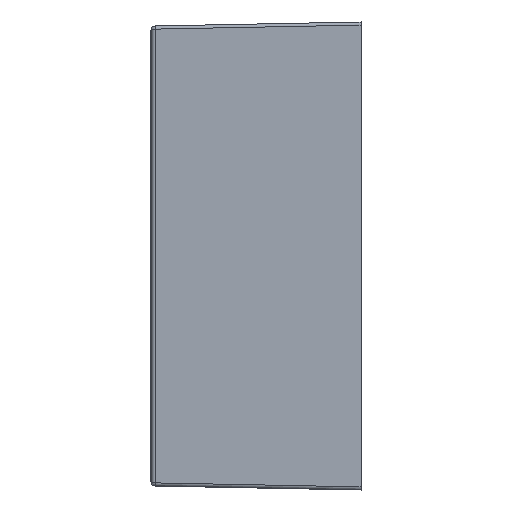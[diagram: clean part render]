
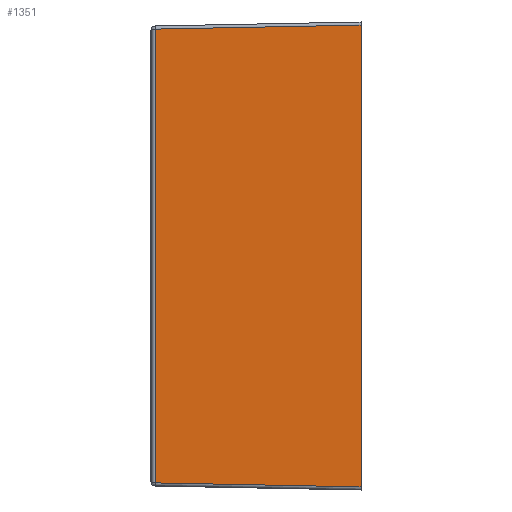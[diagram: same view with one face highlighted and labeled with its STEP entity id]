
A CAD part, left-side view. The second image highlights one B-rep face of the part: STEP entity #1351.
In plain terms, the highlighted planar face has unit normal (-0.999, 0.035, 0).
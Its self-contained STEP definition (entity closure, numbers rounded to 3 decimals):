
#105 = CARTESIAN_POINT ( 'NONE',  ( -200.068, -1.935, -108.038 ) ) ;
#462 = ORIENTED_EDGE ( 'NONE', *, *, #5493, .F. ) ;
#580 =( BOUNDED_CURVE ( )  B_SPLINE_CURVE ( 3, ( #2396, #4568, #105, #5556 ),
 .UNSPECIFIED., .F., .T. ) 
 B_SPLINE_CURVE_WITH_KNOTS ( ( 4, 4 ),
 ( 4.677, 4.693 ),
 .UNSPECIFIED. ) 
 CURVE ( )  GEOMETRIC_REPRESENTATION_ITEM ( )  RATIONAL_B_SPLINE_CURVE ( ( 1., 1., 1., 1. ) ) 
 REPRESENTATION_ITEM ( '' )  );
#583 = CARTESIAN_POINT ( 'NONE',  ( -200., 0., 109.5 ) ) ;
#626 = LINE ( 'NONE', #2340, #6622 ) ;
#758 = EDGE_LOOP ( 'NONE', ( #462, #6130, #4306, #2497, #3765, #3139 ) ) ;
#779 = EDGE_CURVE ( 'NONE', #6420, #5586, #626, .T. ) ;
#913 = CARTESIAN_POINT ( 'NONE',  ( -200.068, -1.935, 108.038 ) ) ;
#1060 = CARTESIAN_POINT ( 'NONE',  ( -200.068, -1.938, 108.038 ) ) ;
#1351 = ADVANCED_FACE ( 'NONE', ( #2832 ), #2366, .T. ) ;
#1428 = CARTESIAN_POINT ( 'NONE',  ( -203.492, -100., -109.921 ) ) ;
#1440 =( BOUNDED_CURVE ( )  B_SPLINE_CURVE ( 3, ( #6848, #913, #1989, #6321 ),
 .UNSPECIFIED., .F., .F. ) 
 B_SPLINE_CURVE_WITH_KNOTS ( ( 4, 4 ),
 ( 4.732, 4.747 ),
 .UNSPECIFIED. ) 
 CURVE ( )  GEOMETRIC_REPRESENTATION_ITEM ( )  RATIONAL_B_SPLINE_CURVE ( ( 1., 1., 1., 1. ) ) 
 REPRESENTATION_ITEM ( '' )  );
#1468 = LINE ( 'NONE', #5253, #3067 ) ;
#1528 = VERTEX_POINT ( 'NONE', #3325 ) ;
#1989 = CARTESIAN_POINT ( 'NONE',  ( -200.067, -1.933, 108.038 ) ) ;
#2340 = CARTESIAN_POINT ( 'NONE',  ( -200.001, -0.029, 108.001 ) ) ;
#2366 = PLANE ( 'NONE',  #6268 ) ;
#2396 = CARTESIAN_POINT ( 'NONE',  ( -200.067, -1.93, -108.038 ) ) ;
#2476 = VECTOR ( 'NONE', #5181, 1000. ) ;
#2497 = ORIENTED_EDGE ( 'NONE', *, *, #6131, .T. ) ;
#2802 = DIRECTION ( 'NONE',  ( 0.035, 0.999, -0.019 ) ) ;
#2832 = FACE_OUTER_BOUND ( 'NONE', #758, .T. ) ;
#3007 = DIRECTION ( 'NONE',  ( -0.035, -0.999, -0.019 ) ) ;
#3067 = VECTOR ( 'NONE', #4667, 1000. ) ;
#3139 = ORIENTED_EDGE ( 'NONE', *, *, #5939, .T. ) ;
#3325 = CARTESIAN_POINT ( 'NONE',  ( -200.067, -1.93, 108.038 ) ) ;
#3403 = EDGE_CURVE ( 'NONE', #5586, #1528, #1440, .T. ) ;
#3765 = ORIENTED_EDGE ( 'NONE', *, *, #6036, .T. ) ;
#3897 = DIRECTION ( 'NONE',  ( -0.035, -0.999, 0. ) ) ;
#4078 = CARTESIAN_POINT ( 'NONE',  ( -199.854, 4.17, -107.921 ) ) ;
#4157 = VERTEX_POINT ( 'NONE', #5518 ) ;
#4306 = ORIENTED_EDGE ( 'NONE', *, *, #3403, .T. ) ;
#4537 = DIRECTION ( 'NONE',  ( -0.999, 0.035, 0. ) ) ;
#4568 = CARTESIAN_POINT ( 'NONE',  ( -200.067, -1.933, -108.038 ) ) ;
#4667 = DIRECTION ( 'NONE',  ( 0., 0., -1. ) ) ;
#5095 = VERTEX_POINT ( 'NONE', #1428 ) ;
#5110 = VECTOR ( 'NONE', #3007, 1000. ) ;
#5181 = DIRECTION ( 'NONE',  ( 0., 0., -1. ) ) ;
#5211 = LINE ( 'NONE', #6819, #2476 ) ;
#5253 = CARTESIAN_POINT ( 'NONE',  ( -200.067, -1.93, 109.5 ) ) ;
#5365 = CARTESIAN_POINT ( 'NONE',  ( -203.492, -100., 109.921 ) ) ;
#5493 = EDGE_CURVE ( 'NONE', #6420, #5095, #5211, .T. ) ;
#5518 = CARTESIAN_POINT ( 'NONE',  ( -200.067, -1.93, -108.038 ) ) ;
#5556 = CARTESIAN_POINT ( 'NONE',  ( -200.068, -1.938, -108.038 ) ) ;
#5586 = VERTEX_POINT ( 'NONE', #1060 ) ;
#5703 = LINE ( 'NONE', #4078, #5110 ) ;
#5939 = EDGE_CURVE ( 'NONE', #7044, #5095, #5703, .T. ) ;
#6036 = EDGE_CURVE ( 'NONE', #4157, #7044, #580, .T. ) ;
#6130 = ORIENTED_EDGE ( 'NONE', *, *, #779, .T. ) ;
#6131 = EDGE_CURVE ( 'NONE', #1528, #4157, #1468, .T. ) ;
#6268 = AXIS2_PLACEMENT_3D ( 'NONE', #583, #4537, #3897 ) ;
#6321 = CARTESIAN_POINT ( 'NONE',  ( -200.067, -1.93, 108.038 ) ) ;
#6420 = VERTEX_POINT ( 'NONE', #5365 ) ;
#6622 = VECTOR ( 'NONE', #2802, 1000. ) ;
#6819 = CARTESIAN_POINT ( 'NONE',  ( -203.492, -100., 109.5 ) ) ;
#6848 = CARTESIAN_POINT ( 'NONE',  ( -200.068, -1.938, 108.038 ) ) ;
#7015 = CARTESIAN_POINT ( 'NONE',  ( -200.068, -1.938, -108.038 ) ) ;
#7044 = VERTEX_POINT ( 'NONE', #7015 ) ;
